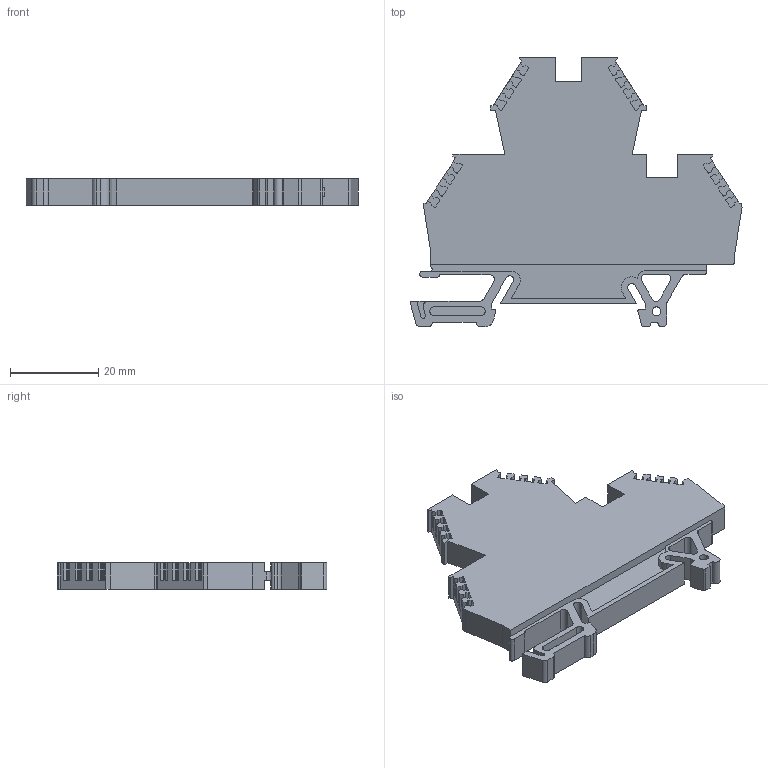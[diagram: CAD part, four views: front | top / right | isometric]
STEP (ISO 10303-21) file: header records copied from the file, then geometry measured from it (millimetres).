
FILE_DESCRIPTION (( 'STEP AP214' ), '1' );
FILE_NAME ('43550_DN-D10-A.STEP', '2014-05-23T10:18:03', ( '' ), ( '' ), 'SwSTEP 2.0', 'SolidWorks 2013', '' );
FILE_SCHEMA (( 'AUTOMOTIVE_DESIGN' ));
Length unit declared in the file: millimetre
Products named in the file (1): 43550_DN-D10-A
Bounding box: 75.1 x 61 x 6 mm (x, y, z)
Volume: 14742.3 mm3; surface area: 9580.4 mm2
Topology: 1 solids, 1 shells, 402 faces, 1164 edges, 776 vertices
Faces by surface type: plane 261, cylinder 141
Entity records: 13288 total; most frequent: CARTESIAN_POINT 2343, ORIENTED_EDGE 2328, DIRECTION 2268, EDGE_CURVE 1164, LINE 866, VECTOR 866, VERTEX_POINT 776, AXIS2_PLACEMENT_3D 701
